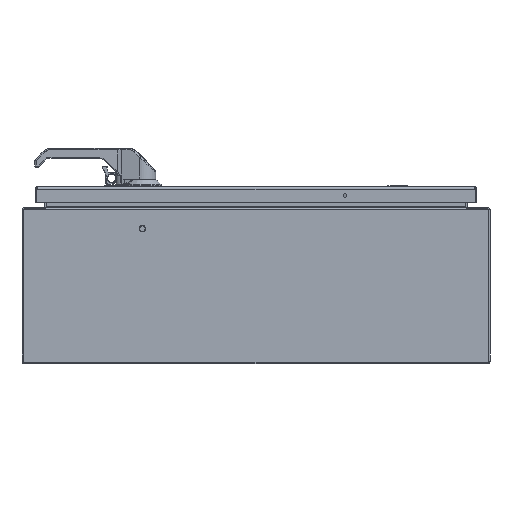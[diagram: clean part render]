
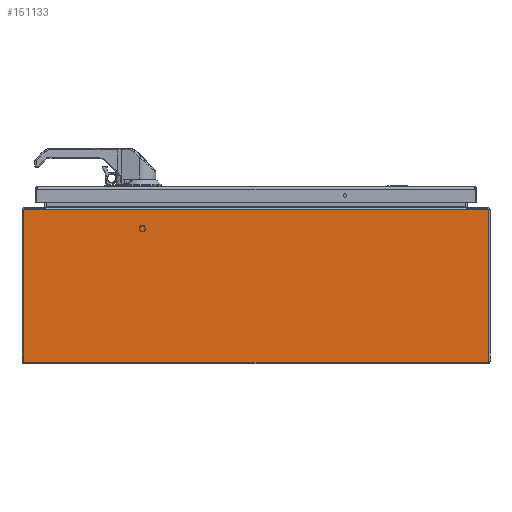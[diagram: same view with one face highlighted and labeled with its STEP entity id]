
A CAD part, front view. The second image highlights one B-rep face of the part: STEP entity #151133.
In plain terms, the highlighted planar face has unit normal (0, -1, 0).
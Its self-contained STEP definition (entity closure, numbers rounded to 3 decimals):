
#2046 = VECTOR ( 'NONE', #117855, 39.37 ) ;
#5566 = EDGE_CURVE ( 'NONE', #99774, #71663, #79682, .T. ) ;
#7109 = DIRECTION ( 'NONE',  ( 0., 0., -1. ) ) ;
#9715 = DIRECTION ( 'NONE',  ( 1., 0., 0. ) ) ;
#10288 = CARTESIAN_POINT ( 'NONE',  ( -11.857, -12.688, 3.857 ) ) ;
#10524 = DIRECTION ( 'NONE',  ( -1., 0., 0. ) ) ;
#13338 = VECTOR ( 'NONE', #198428, 39.37 ) ;
#13959 = ORIENTED_EDGE ( 'NONE', *, *, #111456, .F. ) ;
#16634 = CARTESIAN_POINT ( 'NONE',  ( -11.937, -12.688, 0. ) ) ;
#19433 = EDGE_CURVE ( 'NONE', #42923, #173525, #122261, .T. ) ;
#19496 = CARTESIAN_POINT ( 'NONE',  ( 11.857, -12.688, -3.937 ) ) ;
#20679 = DIRECTION ( 'NONE',  ( 0., 0., -1. ) ) ;
#21308 = VERTEX_POINT ( 'NONE', #125148 ) ;
#26617 = ORIENTED_EDGE ( 'NONE', *, *, #166140, .F. ) ;
#27317 = LINE ( 'NONE', #162621, #97797 ) ;
#29180 = EDGE_CURVE ( 'NONE', #73336, #119509, #160541, .T. ) ;
#29928 = CARTESIAN_POINT ( 'NONE',  ( -10.823, -12.688, 3.937 ) ) ;
#30073 = VECTOR ( 'NONE', #10524, 39.37 ) ;
#31604 = ORIENTED_EDGE ( 'NONE', *, *, #103652, .F. ) ;
#36209 = EDGE_CURVE ( 'NONE', #59668, #178796, #42490, .T. ) ;
#38099 = ORIENTED_EDGE ( 'NONE', *, *, #86051, .T. ) ;
#38149 = VECTOR ( 'NONE', #217159, 39.37 ) ;
#42490 = LINE ( 'NONE', #91983, #30073 ) ;
#42715 = AXIS2_PLACEMENT_3D ( 'NONE', #107225, #58814, #7109 ) ;
#42923 = VERTEX_POINT ( 'NONE', #100149 ) ;
#46256 = VECTOR ( 'NONE', #109191, 39.37 ) ;
#52350 = DIRECTION ( 'NONE',  ( 0., 1., 0. ) ) ;
#54111 = DIRECTION ( 'NONE',  ( -1., 0., 0. ) ) ;
#58501 = FACE_OUTER_BOUND ( 'NONE', #99994, .T. ) ;
#58814 = DIRECTION ( 'NONE',  ( 0., 1., 0. ) ) ;
#59668 = VERTEX_POINT ( 'NONE', #183860 ) ;
#59996 = CARTESIAN_POINT ( 'NONE',  ( -11.857, -12.688, 3.937 ) ) ;
#60764 = LINE ( 'NONE', #96970, #46256 ) ;
#62888 = VERTEX_POINT ( 'NONE', #160495 ) ;
#63234 = CARTESIAN_POINT ( 'NONE',  ( -10.798, -12.688, 3.883 ) ) ;
#64252 = CARTESIAN_POINT ( 'NONE',  ( 10.806, -12.688, 3.883 ) ) ;
#69460 = LINE ( 'NONE', #16634, #2046 ) ;
#71418 = ORIENTED_EDGE ( 'NONE', *, *, #19433, .F. ) ;
#71663 = VERTEX_POINT ( 'NONE', #29928 ) ;
#72232 = EDGE_CURVE ( 'NONE', #71663, #95860, #60764, .T. ) ;
#73336 = VERTEX_POINT ( 'NONE', #205860 ) ;
#74332 = LINE ( 'NONE', #78613, #217313 ) ;
#76077 = PLANE ( 'NONE',  #97145 ) ;
#77139 = DIRECTION ( 'NONE',  ( 0., -1., 0. ) ) ;
#78599 = DIRECTION ( 'NONE',  ( 1., 0., 0. ) ) ;
#78613 = CARTESIAN_POINT ( 'NONE',  ( 10.818, -12.688, 3.91 ) ) ;
#79682 = LINE ( 'NONE', #145767, #126901 ) ;
#81752 = DIRECTION ( 'NONE',  ( 0., 1., 0. ) ) ;
#86051 = EDGE_CURVE ( 'NONE', #186974, #59668, #165442, .T. ) ;
#86192 = CARTESIAN_POINT ( 'NONE',  ( 11.937, -12.688, 0. ) ) ;
#88213 = CIRCLE ( 'NONE', #211181, 0.08 ) ;
#88633 = ORIENTED_EDGE ( 'NONE', *, *, #72232, .F. ) ;
#91983 = CARTESIAN_POINT ( 'NONE',  ( 0., -12.688, 3.883 ) ) ;
#95860 = VERTEX_POINT ( 'NONE', #178142 ) ;
#96970 = CARTESIAN_POINT ( 'NONE',  ( -10.818, -12.688, 3.91 ) ) ;
#97145 = AXIS2_PLACEMENT_3D ( 'NONE', #161843, #77139, #159712 ) ;
#97797 = VECTOR ( 'NONE', #9715, 39.37 ) ;
#99774 = VERTEX_POINT ( 'NONE', #59996 ) ;
#99994 = EDGE_LOOP ( 'NONE', ( #118946, #31604, #106025, #134900, #148780, #71418, #192347, #26617, #119779, #157135, #38099, #110819, #13959, #88633 ) ) ;
#100149 = CARTESIAN_POINT ( 'NONE',  ( 11.937, -12.688, -3.857 ) ) ;
#102111 = DIRECTION ( 'NONE',  ( 0., 1., 0. ) ) ;
#103652 = EDGE_CURVE ( 'NONE', #62888, #99774, #187860, .T. ) ;
#105601 = EDGE_CURVE ( 'NONE', #176301, #62888, #69460, .T. ) ;
#106025 = ORIENTED_EDGE ( 'NONE', *, *, #105601, .F. ) ;
#107225 = CARTESIAN_POINT ( 'NONE',  ( -11.857, -12.688, -3.857 ) ) ;
#107754 = CARTESIAN_POINT ( 'NONE',  ( 0., -12.688, 3.937 ) ) ;
#109191 = DIRECTION ( 'NONE',  ( 0.174, 0., -0.985 ) ) ;
#110819 = ORIENTED_EDGE ( 'NONE', *, *, #36209, .T. ) ;
#111456 = EDGE_CURVE ( 'NONE', #95860, #178796, #27317, .T. ) ;
#117855 = DIRECTION ( 'NONE',  ( 0., 0., 1. ) ) ;
#118946 = ORIENTED_EDGE ( 'NONE', *, *, #5566, .F. ) ;
#119422 = CARTESIAN_POINT ( 'NONE',  ( 11.857, -12.688, 3.857 ) ) ;
#119509 = VERTEX_POINT ( 'NONE', #172460 ) ;
#119779 = ORIENTED_EDGE ( 'NONE', *, *, #29180, .F. ) ;
#120082 = EDGE_CURVE ( 'NONE', #21308, #176301, #179648, .T. ) ;
#122261 = CIRCLE ( 'NONE', #217081, 0.08 ) ;
#125148 = CARTESIAN_POINT ( 'NONE',  ( -11.857, -12.688, -3.937 ) ) ;
#126901 = VECTOR ( 'NONE', #78599, 39.37 ) ;
#127874 = CARTESIAN_POINT ( 'NONE',  ( -11.937, -12.688, -3.857 ) ) ;
#134900 = ORIENTED_EDGE ( 'NONE', *, *, #120082, .F. ) ;
#137082 = DIRECTION ( 'NONE',  ( 0., 0., -1. ) ) ;
#145767 = CARTESIAN_POINT ( 'NONE',  ( 0., -12.688, 3.937 ) ) ;
#148780 = ORIENTED_EDGE ( 'NONE', *, *, #183859, .F. ) ;
#149270 = AXIS2_PLACEMENT_3D ( 'NONE', #10288, #81752, #181880 ) ;
#151133 = ADVANCED_FACE ( 'NONE', ( #58501 ), #76077, .T. ) ;
#157135 = ORIENTED_EDGE ( 'NONE', *, *, #157567, .T. ) ;
#157567 = EDGE_CURVE ( 'NONE', #73336, #186974, #74332, .T. ) ;
#159712 = DIRECTION ( 'NONE',  ( 0., 0., -1. ) ) ;
#160495 = CARTESIAN_POINT ( 'NONE',  ( -11.937, -12.688, 3.857 ) ) ;
#160541 = LINE ( 'NONE', #107754, #198017 ) ;
#161843 = CARTESIAN_POINT ( 'NONE',  ( 0., -12.688, 0. ) ) ;
#162621 = CARTESIAN_POINT ( 'NONE',  ( -10.806, -12.688, 3.883 ) ) ;
#165442 = LINE ( 'NONE', #64252, #13338 ) ;
#166140 = EDGE_CURVE ( 'NONE', #119509, #196661, #88213, .T. ) ;
#168178 = CARTESIAN_POINT ( 'NONE',  ( 11.857, -12.688, -3.857 ) ) ;
#169842 = LINE ( 'NONE', #86192, #38149 ) ;
#172460 = CARTESIAN_POINT ( 'NONE',  ( 11.857, -12.688, 3.937 ) ) ;
#173525 = VERTEX_POINT ( 'NONE', #19496 ) ;
#174891 = DIRECTION ( 'NONE',  ( 1., 0., 0. ) ) ;
#176301 = VERTEX_POINT ( 'NONE', #127874 ) ;
#178142 = CARTESIAN_POINT ( 'NONE',  ( -10.814, -12.688, 3.883 ) ) ;
#178796 = VERTEX_POINT ( 'NONE', #63234 ) ;
#179648 = CIRCLE ( 'NONE', #42715, 0.08 ) ;
#181880 = DIRECTION ( 'NONE',  ( 0., 0., -1. ) ) ;
#183815 = CARTESIAN_POINT ( 'NONE',  ( 11.937, -12.688, 3.857 ) ) ;
#183859 = EDGE_CURVE ( 'NONE', #173525, #21308, #204824, .T. ) ;
#183860 = CARTESIAN_POINT ( 'NONE',  ( 10.798, -12.688, 3.883 ) ) ;
#186974 = VERTEX_POINT ( 'NONE', #195192 ) ;
#187321 = VECTOR ( 'NONE', #54111, 39.37 ) ;
#187860 = CIRCLE ( 'NONE', #149270, 0.08 ) ;
#192347 = ORIENTED_EDGE ( 'NONE', *, *, #214880, .F. ) ;
#195192 = CARTESIAN_POINT ( 'NONE',  ( 10.814, -12.688, 3.883 ) ) ;
#196661 = VERTEX_POINT ( 'NONE', #183815 ) ;
#198017 = VECTOR ( 'NONE', #174891, 39.37 ) ;
#198428 = DIRECTION ( 'NONE',  ( -1., 0., 0. ) ) ;
#204824 = LINE ( 'NONE', #206978, #187321 ) ;
#205860 = CARTESIAN_POINT ( 'NONE',  ( 10.823, -12.688, 3.937 ) ) ;
#206978 = CARTESIAN_POINT ( 'NONE',  ( 0., -12.688, -3.937 ) ) ;
#211181 = AXIS2_PLACEMENT_3D ( 'NONE', #119422, #52350, #137082 ) ;
#211765 = DIRECTION ( 'NONE',  ( -0.174, 0., -0.985 ) ) ;
#214880 = EDGE_CURVE ( 'NONE', #196661, #42923, #169842, .T. ) ;
#217081 = AXIS2_PLACEMENT_3D ( 'NONE', #168178, #102111, #20679 ) ;
#217159 = DIRECTION ( 'NONE',  ( 0., 0., -1. ) ) ;
#217313 = VECTOR ( 'NONE', #211765, 39.37 ) ;
